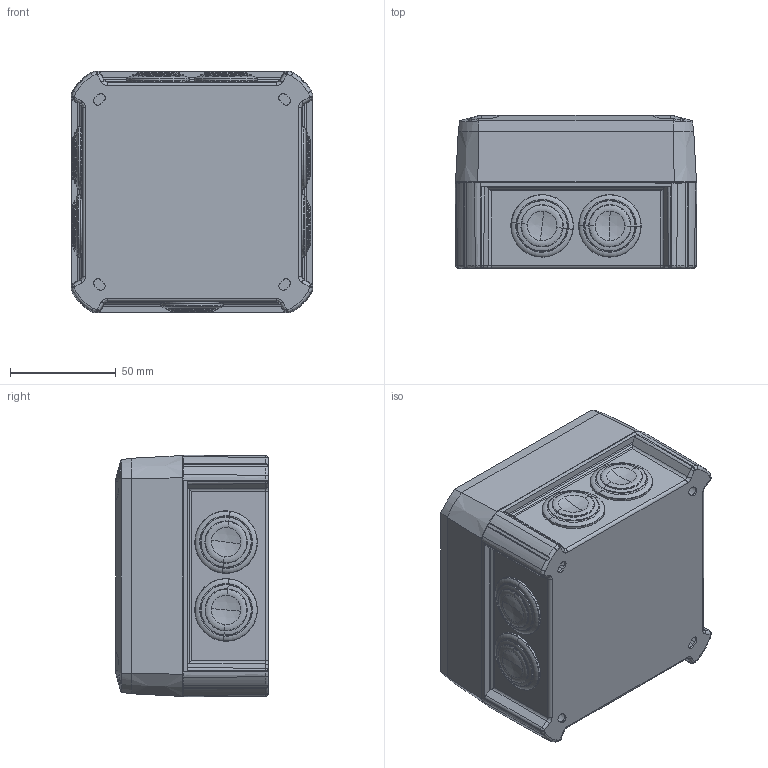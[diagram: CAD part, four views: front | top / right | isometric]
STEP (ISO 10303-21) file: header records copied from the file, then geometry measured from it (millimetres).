
FILE_DESCRIPTION (( 'STEP AP214' ), '1' );
FILE_NAME ('2007730.stp', '2018-02-08T08:47:09', ( '' ), ( '' ), 'SwSTEP 2.0', 'SolidWorks 2016', '' );
FILE_SCHEMA (( 'AUTOMOTIVE_DESIGN' ));
Length unit declared in the file: millimetre
Products named in the file (10): 018602_ISO 7049 - 3,5 x 9,5 F-Z; 0084514_1115380-T60; ED170-04-02_Standard; 055009_Standard; 0068977_LGR; 113227_Standard; P_0000011421_1_Standard; 050459_Standard; 0069224_02-M25-™ffnungen; 2007730
Assembly tree (20 placements, depth 3):
  2007730
    0069224_02-M25-™ffnungen
    113227_Standard
      050459_Standard
      P_0000011421_1_Standard
    0068977_LGR  x7
    055009_Standard  x4
    ED170-04-02_Standard  x2
    0084514_1115380-T60
    018602_ISO 7049 - 3,5 x 9,5 F-Z  x2
Bounding box: 114 x 72.16 x 114 mm (x, y, z)
Volume: 348204.7 mm3; surface area: 168805.8 mm2
Topology: 19 solids, 19 shells, 1942 faces, 4548 edges, 2676 vertices
Faces by surface type: cylinder 477, plane 458, cone 449, torus 448, bspline 78, sphere 32
Entity records: 45089 total; most frequent: CARTESIAN_POINT 17230, ORIENTED_EDGE 5870, DIRECTION 5819, EDGE_CURVE 2935, AXIS2_PLACEMENT_3D 2313, VERTEX_POINT 1776, EDGE_LOOP 1233, LINE 1193
